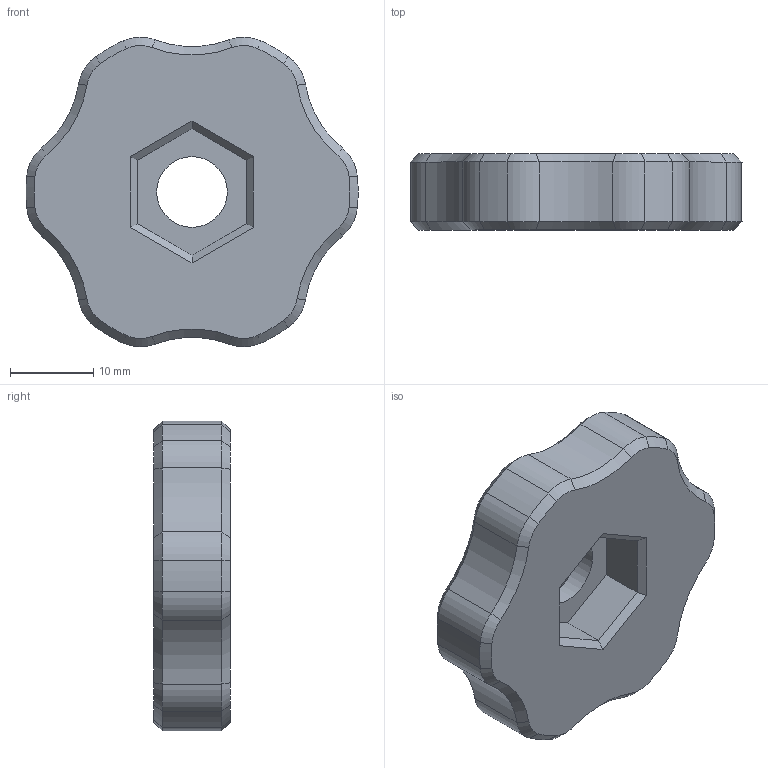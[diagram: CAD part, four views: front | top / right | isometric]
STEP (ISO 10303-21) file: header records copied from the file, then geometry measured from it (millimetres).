
FILE_DESCRIPTION(/* description */ (''),/* implementation_level */ '2;1');
FILE_NAME(/* name */ 'Foot.step',/* time_stamp */ '2020-12-27T20:15:31+01:00',/* author */ (''),/* organization */ (''),/* preprocessor_version */ 'ST-DEVELOPER v18.1',/* originating_system */ 'Autodesk Translation Framework v9.7.1.1290',/* authorisation */ '');
FILE_SCHEMA (('AUTOMOTIVE_DESIGN { 1 0 10303 214 3 1 1 }'));
Length unit declared in the file: millimetre
Products named in the file (2): Legs; Lower Leg
Assembly tree (1 placements, depth 2):
  Legs
    Lower Leg
Bounding box: 39.98 x 9.2 x 37.28 mm (x, y, z)
Volume: 9141.2 mm3; surface area: 3470.6 mm2
Topology: 1 solids, 1 shells, 89 faces, 203 edges, 117 vertices
Faces by surface type: cone 49, cylinder 25, plane 15
Full cylindrical faces by diameter (mm): 8.5 x1
Entity records: 2540 total; most frequent: DIRECTION 486, CARTESIAN_POINT 412, ORIENTED_EDGE 406, EDGE_CURVE 203, AXIS2_PLACEMENT_3D 191, VERTEX_POINT 117, LINE 104, VECTOR 104
